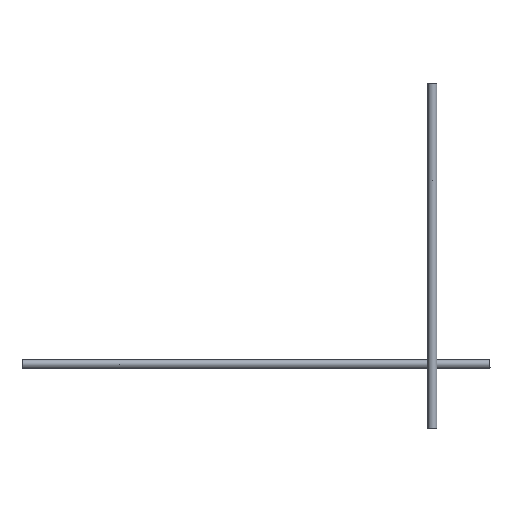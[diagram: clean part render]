
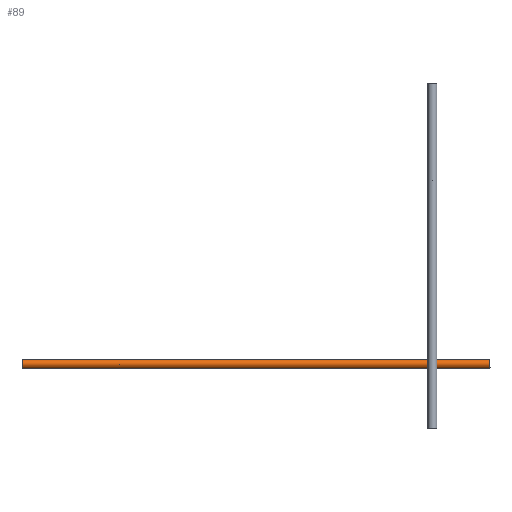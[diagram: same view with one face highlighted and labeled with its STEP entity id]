
A CAD part, front view. The second image highlights one B-rep face of the part: STEP entity #89.
In plain terms, the highlighted free-form (B-spline) face has degree [2, 1] with [5, 2] control points.
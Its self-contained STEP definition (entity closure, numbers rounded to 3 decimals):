
#89=ADVANCED_FACE('',(#117),#357,.T.);
#117=FACE_OUTER_BOUND('',#145,.T.);
#145=EDGE_LOOP('',(#219,#220,#221,#222));
#219=ORIENTED_EDGE('',*,*,#264,.T.);
#220=ORIENTED_EDGE('',*,*,#263,.F.);
#221=ORIENTED_EDGE('',*,*,#262,.F.);
#222=ORIENTED_EDGE('',*,*,#261,.T.);
#261=EDGE_CURVE('',#340,#341,#309,.T.);
#262=EDGE_CURVE('',#340,#339,#310,.T.);
#263=EDGE_CURVE('',#339,#342,#311,.T.);
#264=EDGE_CURVE('',#341,#342,#312,.T.);
#309=(
BOUNDED_CURVE()
B_SPLINE_CURVE(2,(#1435,#1436,#1437,#1438,#1439),.UNSPECIFIED.,.F.,.F.)
B_SPLINE_CURVE_WITH_KNOTS((3,2,3),(0.,5.498,10.996),
 .UNSPECIFIED.)
CURVE()
GEOMETRIC_REPRESENTATION_ITEM()
RATIONAL_B_SPLINE_CURVE((1.,0.707,1.,0.707,1.))
REPRESENTATION_ITEM('')
);
#310=(
BOUNDED_CURVE()
B_SPLINE_CURVE(1,(#1440,#1441),.UNSPECIFIED.,.F.,.F.)
B_SPLINE_CURVE_WITH_KNOTS((2,2),(-79.722,314.838),
 .UNSPECIFIED.)
CURVE()
GEOMETRIC_REPRESENTATION_ITEM()
RATIONAL_B_SPLINE_CURVE((1.,1.))
REPRESENTATION_ITEM('')
);
#311=(
BOUNDED_CURVE()
B_SPLINE_CURVE(2,(#1442,#1443,#1444,#1445,#1446),.UNSPECIFIED.,.F.,.F.)
B_SPLINE_CURVE_WITH_KNOTS((3,2,3),(0.,5.498,10.996),
 .UNSPECIFIED.)
CURVE()
GEOMETRIC_REPRESENTATION_ITEM()
RATIONAL_B_SPLINE_CURVE((1.,0.707,1.,0.707,1.))
REPRESENTATION_ITEM('')
);
#312=(
BOUNDED_CURVE()
B_SPLINE_CURVE(1,(#1447,#1448),.UNSPECIFIED.,.F.,.F.)
B_SPLINE_CURVE_WITH_KNOTS((2,2),(-79.722,314.838),
 .UNSPECIFIED.)
CURVE()
GEOMETRIC_REPRESENTATION_ITEM()
RATIONAL_B_SPLINE_CURVE((1.,1.))
REPRESENTATION_ITEM('')
);
#339=VERTEX_POINT('',#1431);
#340=VERTEX_POINT('',#1432);
#341=VERTEX_POINT('',#1433);
#342=VERTEX_POINT('',#1434);
#357=(
BOUNDED_SURFACE()
B_SPLINE_SURFACE(2,1,((#1411,#1412),(#1413,#1414),(#1415,#1416),(#1417,
#1418),(#1419,#1420)),.UNSPECIFIED.,.F.,.F.,.F.)
B_SPLINE_SURFACE_WITH_KNOTS((3,2,3),(2,2),(0.,5.498,10.996),
(-79.722,314.838),.UNSPECIFIED.)
GEOMETRIC_REPRESENTATION_ITEM()
RATIONAL_B_SPLINE_SURFACE(((1.,1.),(0.707,0.707),
(1.,1.),(0.707,0.707),(1.,1.)))
REPRESENTATION_ITEM('')
SURFACE()
);
#1411=CARTESIAN_POINT('',(-1410.679,-215.934,1078.143));
#1412=CARTESIAN_POINT('',(-760.679,-215.934,1078.143));
#1413=CARTESIAN_POINT('',(-1410.679,-222.083,1078.143));
#1414=CARTESIAN_POINT('',(-760.679,-222.083,1078.143));
#1415=CARTESIAN_POINT('',(-1410.679,-222.083,1071.994));
#1416=CARTESIAN_POINT('',(-760.679,-222.083,1071.994));
#1417=CARTESIAN_POINT('',(-1410.679,-222.083,1065.845));
#1418=CARTESIAN_POINT('',(-760.679,-222.083,1065.845));
#1419=CARTESIAN_POINT('',(-1410.679,-215.934,1065.845));
#1420=CARTESIAN_POINT('',(-760.679,-215.934,1065.845));
#1431=CARTESIAN_POINT('',(-760.679,-215.934,1078.143));
#1432=CARTESIAN_POINT('',(-1410.679,-215.934,1078.143));
#1433=CARTESIAN_POINT('',(-1410.679,-215.934,1065.845));
#1434=CARTESIAN_POINT('',(-760.679,-215.934,1065.845));
#1435=CARTESIAN_POINT('',(-1410.679,-215.934,1078.143));
#1436=CARTESIAN_POINT('',(-1410.679,-222.083,1078.143));
#1437=CARTESIAN_POINT('',(-1410.679,-222.083,1071.994));
#1438=CARTESIAN_POINT('',(-1410.679,-222.083,1065.845));
#1439=CARTESIAN_POINT('',(-1410.679,-215.934,1065.845));
#1440=CARTESIAN_POINT('',(-1410.679,-215.934,1078.143));
#1441=CARTESIAN_POINT('',(-760.679,-215.934,1078.143));
#1442=CARTESIAN_POINT('',(-760.679,-215.934,1078.143));
#1443=CARTESIAN_POINT('',(-760.679,-222.083,1078.143));
#1444=CARTESIAN_POINT('',(-760.679,-222.083,1071.994));
#1445=CARTESIAN_POINT('',(-760.679,-222.083,1065.845));
#1446=CARTESIAN_POINT('',(-760.679,-215.934,1065.845));
#1447=CARTESIAN_POINT('',(-1410.679,-215.934,1065.845));
#1448=CARTESIAN_POINT('',(-760.679,-215.934,1065.845));
